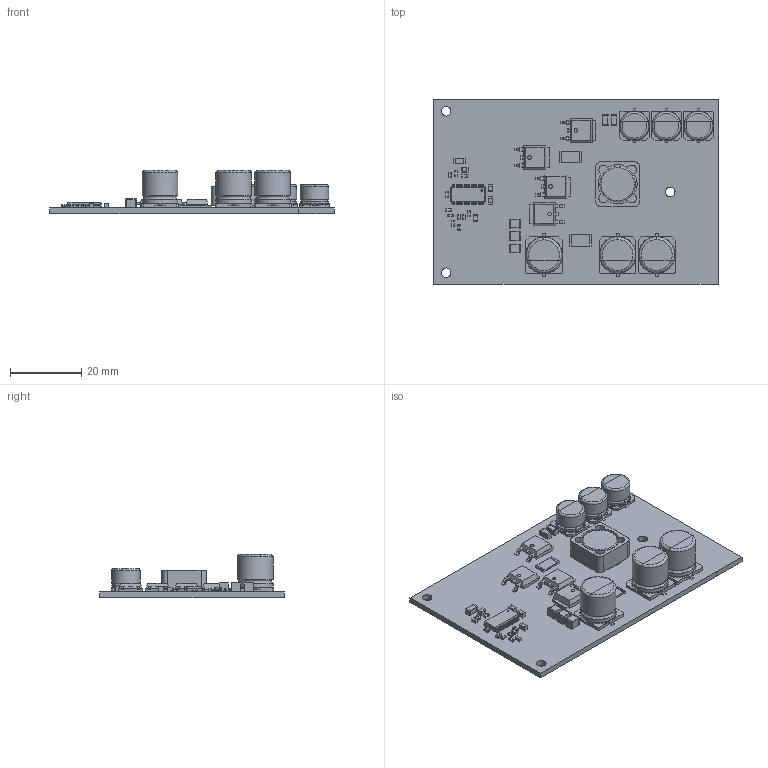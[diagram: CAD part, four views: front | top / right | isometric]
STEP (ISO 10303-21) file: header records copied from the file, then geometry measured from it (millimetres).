
FILE_DESCRIPTION(('KiCad electronic assembly'),'2;1');
FILE_NAME('Buck_boost.step','2019-11-06T14:09:50',('An Author'),( 'A Company'),'Open CASCADE STEP processor 6.9', 'KiCad to STEP converter','Unknown');
FILE_SCHEMA(('AUTOMOTIVE_DESIGN { 1 0 10303 214 1 1 1 1 }'));
Length unit declared in the file: millimetre
Products named in the file (24): Open CASCADE STEP translator 6.9 1; L_Bourns_SRR1260; SOLID; CP_Elec_8x6.5; C_1206_3216Metric; C_0805_2012Metric; C_0603_1608Metric; C_1210_3225Metric; CP_Elec_10x10.5; TO-252-2; R_0603_1608Metric; R_2512_6332Metric; TSSOP-28_4.4x9.7mm_Pitch0.65mm; COMPOUND
Assembly tree (47 placements, depth 3):
  Open CASCADE STEP translator 6.9 1
    L_Bourns_SRR1260
      SOLID
    CP_Elec_8x6.5  x3
      SOLID
    C_1206_3216Metric  x3
      SOLID
    C_0805_2012Metric  x4
      SOLID
    C_0603_1608Metric  x4
      SOLID
    C_1210_3225Metric  x3
      SOLID
    CP_Elec_10x10.5  x3
      SOLID
    TO-252-2  x4
      SOLID
    R_0603_1608Metric  x7
      SOLID
    R_2512_6332Metric  x2
      SOLID
    TSSOP-28_4.4x9.7mm_Pitch0.65mm
      SOLID
    COMPOUND
Bounding box: 80 x 52 x 12.15 mm (x, y, z)
Volume: 11369.3 mm3; surface area: 13573.4 mm2
Topology: 36 solids, 36 shells, 1690 faces, 4442 edges, 2879 vertices
Faces by surface type: plane 1114, cylinder 481, bspline 64, torus 25, revolution 6
Full cylindrical faces by diameter (mm): 0.4 x1, 1 x4, 2.7 x3, 8 x6, 10 x7
Entity records: 61044 total; most frequent: CARTESIAN_POINT 11289, DIRECTION 8220, LINE 5390, VECTOR 5390, ORIENTED_EDGE 4348, PCURVE 4348, DEFINITIONAL_REPRESENTATION 4348, EDGE_CURVE 2174
